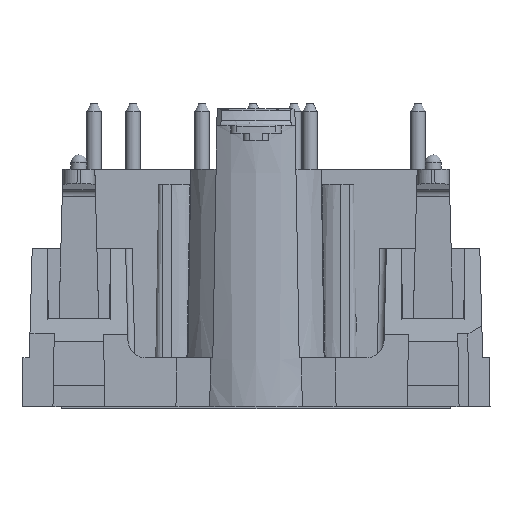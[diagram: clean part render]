
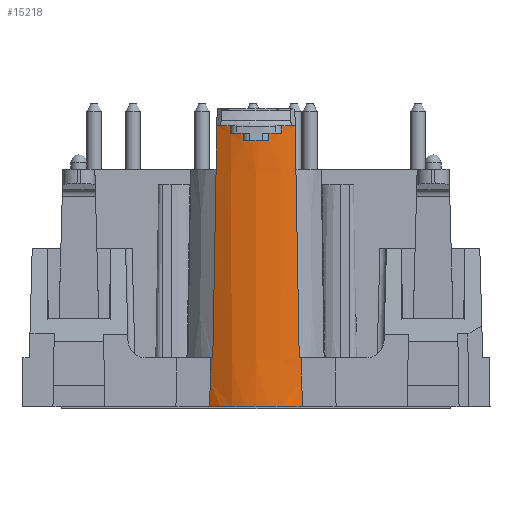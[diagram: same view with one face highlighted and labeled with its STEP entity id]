
A CAD part, left-side view. The second image highlights one B-rep face of the part: STEP entity #15218.
In plain terms, the highlighted conical face has half-angle 0.356 degrees and reference radius 5.5 mm.
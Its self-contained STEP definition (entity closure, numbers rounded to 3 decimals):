
#276=B_SPLINE_CURVE_WITH_KNOTS('',3,(#20549,#20550,#20551,#20552),
 .UNSPECIFIED.,.F.,.F.,(4,4),(0.002,0.002),
 .UNSPECIFIED.);
#277=B_SPLINE_CURVE_WITH_KNOTS('',3,(#20560,#20561,#20562,#20563),
 .UNSPECIFIED.,.F.,.F.,(4,4),(0.002,0.002),
 .UNSPECIFIED.);
#278=B_SPLINE_CURVE_WITH_KNOTS('',3,(#20571,#20572,#20573,#20574),
 .UNSPECIFIED.,.F.,.F.,(4,4),(0.002,0.002),
 .UNSPECIFIED.);
#279=B_SPLINE_CURVE_WITH_KNOTS('',3,(#20582,#20583,#20584,#20585),
 .UNSPECIFIED.,.F.,.F.,(4,4),(0.002,0.002),
 .UNSPECIFIED.);
#463=CONICAL_SURFACE('',#16109,5.5,0.006);
#558=CIRCLE('',#15947,5.6);
#559=CIRCLE('',#15950,5.597);
#560=CIRCLE('',#15953,5.594);
#561=CIRCLE('',#15956,5.597);
#562=CIRCLE('',#15959,5.6);
#594=CIRCLE('',#16071,5.5);
#596=CIRCLE('',#16074,5.5);
#605=CIRCLE('',#16110,5.479);
#777=ELLIPSE('',#15945,430.867,7.027);
#778=ELLIPSE('',#15961,430.867,7.027);
#826=ELLIPSE('',#16108,255.779,4.172);
#827=ELLIPSE('',#16111,255.779,4.172);
#1527=ORIENTED_EDGE('',*,*,#4679,.F.);
#1528=ORIENTED_EDGE('',*,*,#4680,.F.);
#1529=ORIENTED_EDGE('',*,*,#4640,.T.);
#1530=ORIENTED_EDGE('',*,*,#4507,.F.);
#1531=ORIENTED_EDGE('',*,*,#4505,.T.);
#1532=ORIENTED_EDGE('',*,*,#4503,.T.);
#1533=ORIENTED_EDGE('',*,*,#4501,.T.);
#1534=ORIENTED_EDGE('',*,*,#4499,.T.);
#1535=ORIENTED_EDGE('',*,*,#4497,.T.);
#1536=ORIENTED_EDGE('',*,*,#4495,.T.);
#1537=ORIENTED_EDGE('',*,*,#4493,.T.);
#1538=ORIENTED_EDGE('',*,*,#4491,.T.);
#1539=ORIENTED_EDGE('',*,*,#4489,.T.);
#1540=ORIENTED_EDGE('',*,*,#4487,.F.);
#1541=ORIENTED_EDGE('',*,*,#4638,.T.);
#1542=ORIENTED_EDGE('',*,*,#4677,.T.);
#4487=EDGE_CURVE('',#6140,#6141,#777,.F.);
#4489=EDGE_CURVE('',#6142,#6141,#558,.T.);
#4491=EDGE_CURVE('',#6143,#6142,#276,.T.);
#4493=EDGE_CURVE('',#6144,#6143,#559,.T.);
#4495=EDGE_CURVE('',#6145,#6144,#277,.T.);
#4497=EDGE_CURVE('',#6146,#6145,#560,.T.);
#4499=EDGE_CURVE('',#6147,#6146,#278,.T.);
#4501=EDGE_CURVE('',#6148,#6147,#561,.T.);
#4503=EDGE_CURVE('',#6149,#6148,#279,.T.);
#4505=EDGE_CURVE('',#6150,#6149,#562,.T.);
#4507=EDGE_CURVE('',#6150,#6151,#778,.F.);
#4638=EDGE_CURVE('',#6140,#6235,#594,.T.);
#4640=EDGE_CURVE('',#6236,#6151,#596,.T.);
#4677=EDGE_CURVE('',#6235,#6263,#826,.F.);
#4679=EDGE_CURVE('',#6264,#6263,#605,.F.);
#4680=EDGE_CURVE('',#6236,#6264,#827,.T.);
#6140=VERTEX_POINT('',#20540);
#6141=VERTEX_POINT('',#20542);
#6142=VERTEX_POINT('',#20546);
#6143=VERTEX_POINT('',#20553);
#6144=VERTEX_POINT('',#20557);
#6145=VERTEX_POINT('',#20564);
#6146=VERTEX_POINT('',#20568);
#6147=VERTEX_POINT('',#20575);
#6148=VERTEX_POINT('',#20579);
#6149=VERTEX_POINT('',#20586);
#6150=VERTEX_POINT('',#20590);
#6151=VERTEX_POINT('',#20594);
#6235=VERTEX_POINT('',#20877);
#6236=VERTEX_POINT('',#20881);
#6263=VERTEX_POINT('',#20956);
#6264=VERTEX_POINT('',#20961);
#9397=EDGE_LOOP('',(#1527,#1528,#1529,#1530,#1531,#1532,#1533,#1534,#1535,
#1536,#1537,#1538,#1539,#1540,#1541,#1542));
#10245=FACE_BOUND('',#9397,.T.);
#15218=ADVANCED_FACE('',(#10245),#463,.T.);
#15945=AXIS2_PLACEMENT_3D('',#20541,#17192,#17193);
#15947=AXIS2_PLACEMENT_3D('',#20545,#17197,#17198);
#15950=AXIS2_PLACEMENT_3D('',#20556,#17205,#17206);
#15953=AXIS2_PLACEMENT_3D('',#20567,#17213,#17214);
#15956=AXIS2_PLACEMENT_3D('',#20578,#17221,#17222);
#15959=AXIS2_PLACEMENT_3D('',#20589,#17229,#17230);
#15961=AXIS2_PLACEMENT_3D('',#20593,#17234,#17235);
#16071=AXIS2_PLACEMENT_3D('',#20878,#17512,#17513);
#16074=AXIS2_PLACEMENT_3D('',#20882,#17518,#17519);
#16108=AXIS2_PLACEMENT_3D('',#20957,#17600,#17601);
#16109=AXIS2_PLACEMENT_3D('',#20959,#17603,#17604);
#16110=AXIS2_PLACEMENT_3D('',#20960,#17605,#17606);
#16111=AXIS2_PLACEMENT_3D('',#20962,#17607,#17608);
#17192=DIRECTION('',(0.,-1.,-0.017));
#17193=DIRECTION('',(0.,-0.017,1.));
#17197=DIRECTION('',(0.,0.,-1.));
#17198=DIRECTION('',(-1.,0.,0.));
#17205=DIRECTION('',(0.,0.,-1.));
#17206=DIRECTION('',(-1.,0.,0.));
#17213=DIRECTION('',(0.,0.,-1.));
#17214=DIRECTION('',(-1.,0.,0.));
#17221=DIRECTION('',(0.,0.,-1.));
#17222=DIRECTION('',(-1.,0.,0.));
#17229=DIRECTION('',(0.,0.,-1.));
#17230=DIRECTION('',(-1.,0.,0.));
#17234=DIRECTION('',(0.,1.,-0.017));
#17235=DIRECTION('',(0.,0.017,1.));
#17512=DIRECTION('',(0.,0.,-1.));
#17513=DIRECTION('',(-1.,0.,0.));
#17518=DIRECTION('',(0.,0.,-1.));
#17519=DIRECTION('',(-1.,0.,0.));
#17600=DIRECTION('',(1.,0.,0.017));
#17601=DIRECTION('',(-0.017,0.,1.));
#17603=DIRECTION('',(0.,0.,1.));
#17604=DIRECTION('',(-1.,0.,0.));
#17605=DIRECTION('',(0.,0.,1.));
#17606=DIRECTION('',(1.,0.,0.));
#17607=DIRECTION('',(1.,0.,0.017));
#17608=DIRECTION('',(-0.017,0.,1.));
#20540=CARTESIAN_POINT('',(-32.11,3.,3.4));
#20541=CARTESIAN_POINT('',(-27.5,-2.676,328.565));
#20542=CARTESIAN_POINT('',(-32.396,2.719,19.5));
#20545=CARTESIAN_POINT('',(-27.5,0.,19.5));
#20546=CARTESIAN_POINT('',(-32.82,1.75,19.5));
#20549=CARTESIAN_POINT('',(-32.816,1.75,19.));
#20550=CARTESIAN_POINT('',(-32.817,1.75,19.167));
#20551=CARTESIAN_POINT('',(-32.818,1.75,19.333));
#20552=CARTESIAN_POINT('',(-32.82,1.75,19.5));
#20553=CARTESIAN_POINT('',(-32.816,1.75,19.));
#20556=CARTESIAN_POINT('',(-27.5,0.,19.));
#20557=CARTESIAN_POINT('',(-33.024,0.9,19.));
#20560=CARTESIAN_POINT('',(-33.021,0.9,18.5));
#20561=CARTESIAN_POINT('',(-33.022,0.9,18.667));
#20562=CARTESIAN_POINT('',(-33.023,0.9,18.833));
#20563=CARTESIAN_POINT('',(-33.024,0.9,19.));
#20564=CARTESIAN_POINT('',(-33.021,0.9,18.5));
#20567=CARTESIAN_POINT('',(-27.5,0.,18.5));
#20568=CARTESIAN_POINT('',(-33.021,-0.9,18.5));
#20571=CARTESIAN_POINT('',(-33.024,-0.9,19.));
#20572=CARTESIAN_POINT('',(-33.023,-0.9,18.833));
#20573=CARTESIAN_POINT('',(-33.022,-0.9,18.667));
#20574=CARTESIAN_POINT('',(-33.021,-0.9,18.5));
#20575=CARTESIAN_POINT('',(-33.024,-0.9,19.));
#20578=CARTESIAN_POINT('',(-27.5,0.,19.));
#20579=CARTESIAN_POINT('',(-32.816,-1.75,19.));
#20582=CARTESIAN_POINT('',(-32.82,-1.75,19.5));
#20583=CARTESIAN_POINT('',(-32.818,-1.75,19.333));
#20584=CARTESIAN_POINT('',(-32.817,-1.75,19.167));
#20585=CARTESIAN_POINT('',(-32.816,-1.75,19.));
#20586=CARTESIAN_POINT('',(-32.82,-1.75,19.5));
#20589=CARTESIAN_POINT('',(-27.5,0.,19.5));
#20590=CARTESIAN_POINT('',(-32.396,-2.719,19.5));
#20593=CARTESIAN_POINT('',(-27.5,2.676,328.565));
#20594=CARTESIAN_POINT('',(-32.11,-3.,3.4));
#20877=CARTESIAN_POINT('',(-32.,3.162,3.4));
#20878=CARTESIAN_POINT('',(-27.5,0.,3.4));
#20881=CARTESIAN_POINT('',(-32.,-3.162,3.4));
#20882=CARTESIAN_POINT('',(-27.5,0.,3.4));
#20956=CARTESIAN_POINT('',(-31.941,3.209,0.));
#20957=CARTESIAN_POINT('',(-29.088,0.,-163.403));
#20959=CARTESIAN_POINT('',(-27.5,0.,3.4));
#20960=CARTESIAN_POINT('',(-27.5,0.,0.));
#20961=CARTESIAN_POINT('',(-31.941,-3.209,0.));
#20962=CARTESIAN_POINT('',(-29.088,0.,-163.403));
